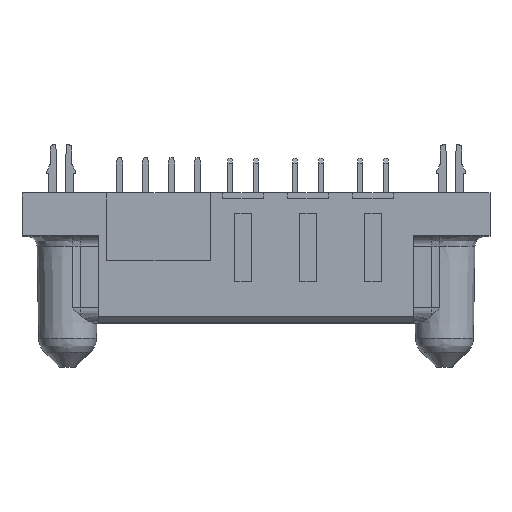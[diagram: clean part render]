
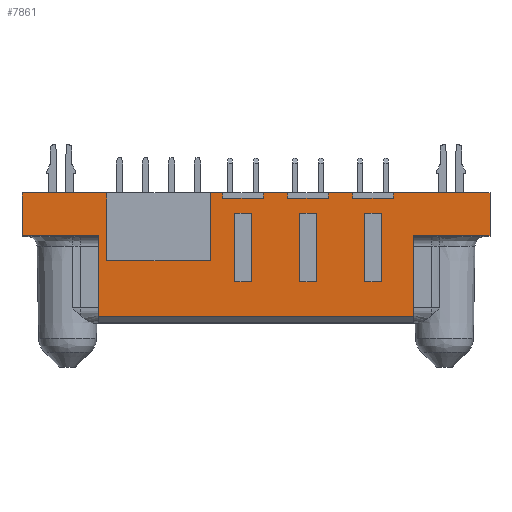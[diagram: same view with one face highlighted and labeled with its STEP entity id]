
A CAD part, top view. The second image highlights one B-rep face of the part: STEP entity #7861.
In plain terms, the highlighted planar face has unit normal (0, 0, 1).
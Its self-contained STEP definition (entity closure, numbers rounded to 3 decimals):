
#458=CARTESIAN_POINT('',(45.84,8.5,5.97));
#459=VERTEX_POINT('',#458);
#466=CARTESIAN_POINT('',(45.84,0.65,5.97));
#467=VERTEX_POINT('',#466);
#468=CARTESIAN_POINT('',(45.84,8.5,5.97));
#469=DIRECTION('',(0.,-1.,0.));
#470=VECTOR('',#469,7.85);
#471=LINE('',#468,#470);
#472=EDGE_CURVE('',#459,#467,#471,.T.);
#555=CARTESIAN_POINT('',(15.875,6.1,5.97));
#556=VERTEX_POINT('',#555);
#563=CARTESIAN_POINT('',(26.035,6.1,5.97));
#564=VERTEX_POINT('',#563);
#565=CARTESIAN_POINT('',(15.875,6.1,5.97));
#566=DIRECTION('',(1.,0.,0.));
#567=VECTOR('',#566,10.16);
#568=LINE('',#565,#567);
#569=EDGE_CURVE('',#556,#564,#568,.T.);
#1784=CARTESIAN_POINT('',(43.9,12.2,5.97));
#1785=VERTEX_POINT('',#1784);
#1786=CARTESIAN_POINT('',(43.9,12.7,5.97));
#1787=VERTEX_POINT('',#1786);
#1788=CARTESIAN_POINT('',(43.9,12.2,5.97));
#1789=DIRECTION('',(0.,1.,0.));
#1790=VECTOR('',#1789,0.5);
#1791=LINE('',#1788,#1790);
#1792=EDGE_CURVE('',#1785,#1787,#1791,.T.);
#1855=CARTESIAN_POINT('',(39.92,12.7,5.97));
#1856=VERTEX_POINT('',#1855);
#1857=CARTESIAN_POINT('',(39.92,12.2,5.97));
#1858=VERTEX_POINT('',#1857);
#1859=CARTESIAN_POINT('',(39.92,12.7,5.97));
#1860=DIRECTION('',(0.,-1.,0.));
#1861=VECTOR('',#1860,0.5);
#1862=LINE('',#1859,#1861);
#1863=EDGE_CURVE('',#1856,#1858,#1862,.T.);
#1926=CARTESIAN_POINT('',(37.55,12.2,5.97));
#1927=VERTEX_POINT('',#1926);
#1928=CARTESIAN_POINT('',(37.55,12.7,5.97));
#1929=VERTEX_POINT('',#1928);
#1930=CARTESIAN_POINT('',(37.55,12.2,5.97));
#1931=DIRECTION('',(0.,1.,0.));
#1932=VECTOR('',#1931,0.5);
#1933=LINE('',#1930,#1932);
#1934=EDGE_CURVE('',#1927,#1929,#1933,.T.);
#1997=CARTESIAN_POINT('',(33.57,12.7,5.97));
#1998=VERTEX_POINT('',#1997);
#1999=CARTESIAN_POINT('',(33.57,12.2,5.97));
#2000=VERTEX_POINT('',#1999);
#2001=CARTESIAN_POINT('',(33.57,12.7,5.97));
#2002=DIRECTION('',(0.,-1.,0.));
#2003=VECTOR('',#2002,0.5);
#2004=LINE('',#2001,#2003);
#2005=EDGE_CURVE('',#1998,#2000,#2004,.T.);
#2068=CARTESIAN_POINT('',(31.2,12.2,5.97));
#2069=VERTEX_POINT('',#2068);
#2070=CARTESIAN_POINT('',(31.2,12.7,5.97));
#2071=VERTEX_POINT('',#2070);
#2072=CARTESIAN_POINT('',(31.2,12.2,5.97));
#2073=DIRECTION('',(0.,1.,0.));
#2074=VECTOR('',#2073,0.5);
#2075=LINE('',#2072,#2074);
#2076=EDGE_CURVE('',#2069,#2071,#2075,.T.);
#2226=CARTESIAN_POINT('',(53.34,8.5,5.97));
#2227=VERTEX_POINT('',#2226);
#2234=CARTESIAN_POINT('',(53.34,8.5,5.97));
#2235=DIRECTION('',(-1.,0.,0.));
#2236=VECTOR('',#2235,7.5);
#2237=LINE('',#2234,#2236);
#2238=EDGE_CURVE('',#2227,#459,#2237,.T.);
#3092=CARTESIAN_POINT('',(53.34,12.7,5.97));
#3093=VERTEX_POINT('',#3092);
#3100=CARTESIAN_POINT('',(53.34,12.7,5.97));
#3101=DIRECTION('',(0.,-1.,0.));
#3102=VECTOR('',#3101,4.2);
#3103=LINE('',#3100,#3102);
#3104=EDGE_CURVE('',#3093,#2227,#3103,.T.);
#3146=CARTESIAN_POINT('',(27.22,12.7,5.97));
#3147=VERTEX_POINT('',#3146);
#3148=CARTESIAN_POINT('',(27.22,12.2,5.97));
#3149=VERTEX_POINT('',#3148);
#3150=CARTESIAN_POINT('',(27.22,12.7,5.97));
#3151=DIRECTION('',(0.,-1.,0.));
#3152=VECTOR('',#3151,0.5);
#3153=LINE('',#3150,#3152);
#3154=EDGE_CURVE('',#3147,#3149,#3153,.T.);
#6156=CARTESIAN_POINT('',(41.12,4.,5.97));
#6157=VERTEX_POINT('',#6156);
#6158=CARTESIAN_POINT('',(42.7,4.,5.97));
#6159=VERTEX_POINT('',#6158);
#6160=CARTESIAN_POINT('',(41.12,4.,5.97));
#6161=DIRECTION('',(1.,0.,0.));
#6162=VECTOR('',#6161,1.58);
#6163=LINE('',#6160,#6162);
#6164=EDGE_CURVE('',#6157,#6159,#6163,.T.);
#6196=CARTESIAN_POINT('',(41.12,10.7,5.97));
#6197=VERTEX_POINT('',#6196);
#6198=CARTESIAN_POINT('',(41.12,10.7,5.97));
#6199=DIRECTION('',(0.,-1.,0.));
#6200=VECTOR('',#6199,6.7);
#6201=LINE('',#6198,#6200);
#6202=EDGE_CURVE('',#6197,#6157,#6201,.T.);
#6227=CARTESIAN_POINT('',(42.7,10.7,5.97));
#6228=VERTEX_POINT('',#6227);
#6229=CARTESIAN_POINT('',(42.7,10.7,5.97));
#6230=DIRECTION('',(-1.,0.,0.));
#6231=VECTOR('',#6230,1.58);
#6232=LINE('',#6229,#6231);
#6233=EDGE_CURVE('',#6228,#6197,#6232,.T.);
#6258=CARTESIAN_POINT('',(42.7,4.,5.97));
#6259=DIRECTION('',(0.,1.,0.));
#6260=VECTOR('',#6259,6.7);
#6261=LINE('',#6258,#6260);
#6262=EDGE_CURVE('',#6159,#6228,#6261,.T.);
#6280=CARTESIAN_POINT('',(36.35,10.7,5.97));
#6281=VERTEX_POINT('',#6280);
#6282=CARTESIAN_POINT('',(34.77,10.7,5.97));
#6283=VERTEX_POINT('',#6282);
#6284=CARTESIAN_POINT('',(36.35,10.7,5.97));
#6285=DIRECTION('',(-1.,0.,0.));
#6286=VECTOR('',#6285,1.58);
#6287=LINE('',#6284,#6286);
#6288=EDGE_CURVE('',#6281,#6283,#6287,.T.);
#6320=CARTESIAN_POINT('',(36.35,4.,5.97));
#6321=VERTEX_POINT('',#6320);
#6322=CARTESIAN_POINT('',(36.35,4.,5.97));
#6323=DIRECTION('',(0.,1.,0.));
#6324=VECTOR('',#6323,6.7);
#6325=LINE('',#6322,#6324);
#6326=EDGE_CURVE('',#6321,#6281,#6325,.T.);
#6351=CARTESIAN_POINT('',(34.77,4.,5.97));
#6352=VERTEX_POINT('',#6351);
#6353=CARTESIAN_POINT('',(34.77,4.,5.97));
#6354=DIRECTION('',(1.,0.,0.));
#6355=VECTOR('',#6354,1.58);
#6356=LINE('',#6353,#6355);
#6357=EDGE_CURVE('',#6352,#6321,#6356,.T.);
#6382=CARTESIAN_POINT('',(34.77,10.7,5.97));
#6383=DIRECTION('',(0.,-1.,0.));
#6384=VECTOR('',#6383,6.7);
#6385=LINE('',#6382,#6384);
#6386=EDGE_CURVE('',#6283,#6352,#6385,.T.);
#6404=CARTESIAN_POINT('',(30.,10.7,5.97));
#6405=VERTEX_POINT('',#6404);
#6406=CARTESIAN_POINT('',(28.42,10.7,5.97));
#6407=VERTEX_POINT('',#6406);
#6408=CARTESIAN_POINT('',(30.,10.7,5.97));
#6409=DIRECTION('',(-1.,0.,0.));
#6410=VECTOR('',#6409,1.58);
#6411=LINE('',#6408,#6410);
#6412=EDGE_CURVE('',#6405,#6407,#6411,.T.);
#6444=CARTESIAN_POINT('',(30.,4.,5.97));
#6445=VERTEX_POINT('',#6444);
#6446=CARTESIAN_POINT('',(30.,4.,5.97));
#6447=DIRECTION('',(0.,1.,0.));
#6448=VECTOR('',#6447,6.7);
#6449=LINE('',#6446,#6448);
#6450=EDGE_CURVE('',#6445,#6405,#6449,.T.);
#6475=CARTESIAN_POINT('',(28.42,4.,5.97));
#6476=VERTEX_POINT('',#6475);
#6477=CARTESIAN_POINT('',(28.42,4.,5.97));
#6478=DIRECTION('',(1.,0.,0.));
#6479=VECTOR('',#6478,1.58);
#6480=LINE('',#6477,#6479);
#6481=EDGE_CURVE('',#6476,#6445,#6480,.T.);
#6506=CARTESIAN_POINT('',(28.42,10.7,5.97));
#6507=DIRECTION('',(0.,-1.,0.));
#6508=VECTOR('',#6507,6.7);
#6509=LINE('',#6506,#6508);
#6510=EDGE_CURVE('',#6407,#6476,#6509,.T.);
#7730=CARTESIAN_POINT('',(30.478,6.675,5.97));
#7731=DIRECTION('',(1.,0.,0.));
#7732=DIRECTION('',(-0.,0.,1.));
#7733=AXIS2_PLACEMENT_3D('',#7730,#7732,#7731);
#7734=PLANE('',#7733);
#7735=ORIENTED_EDGE('',*,*,#1792,.F.);
#7736=CARTESIAN_POINT('',(39.92,12.2,5.97));
#7737=DIRECTION('',(1.,0.,0.));
#7738=VECTOR('',#7737,3.98);
#7739=LINE('',#7736,#7738);
#7740=EDGE_CURVE('',#1858,#1785,#7739,.T.);
#7741=ORIENTED_EDGE('',*,*,#7740,.F.);
#7742=ORIENTED_EDGE('',*,*,#1863,.F.);
#7743=CARTESIAN_POINT('',(37.55,12.7,5.97));
#7744=DIRECTION('',(1.,0.,0.));
#7745=VECTOR('',#7744,2.37);
#7746=LINE('',#7743,#7745);
#7747=EDGE_CURVE('',#1929,#1856,#7746,.T.);
#7748=ORIENTED_EDGE('',*,*,#7747,.F.);
#7749=ORIENTED_EDGE('',*,*,#1934,.F.);
#7750=CARTESIAN_POINT('',(33.57,12.2,5.97));
#7751=DIRECTION('',(1.,0.,0.));
#7752=VECTOR('',#7751,3.98);
#7753=LINE('',#7750,#7752);
#7754=EDGE_CURVE('',#2000,#1927,#7753,.T.);
#7755=ORIENTED_EDGE('',*,*,#7754,.F.);
#7756=ORIENTED_EDGE('',*,*,#2005,.F.);
#7757=CARTESIAN_POINT('',(31.2,12.7,5.97));
#7758=DIRECTION('',(1.,0.,0.));
#7759=VECTOR('',#7758,2.37);
#7760=LINE('',#7757,#7759);
#7761=EDGE_CURVE('',#2071,#1998,#7760,.T.);
#7762=ORIENTED_EDGE('',*,*,#7761,.F.);
#7763=ORIENTED_EDGE('',*,*,#2076,.F.);
#7764=CARTESIAN_POINT('',(27.22,12.2,5.97));
#7765=DIRECTION('',(1.,0.,0.));
#7766=VECTOR('',#7765,3.98);
#7767=LINE('',#7764,#7766);
#7768=EDGE_CURVE('',#3149,#2069,#7767,.T.);
#7769=ORIENTED_EDGE('',*,*,#7768,.F.);
#7770=ORIENTED_EDGE('',*,*,#3154,.F.);
#7771=CARTESIAN_POINT('',(26.035,12.7,5.97));
#7772=VERTEX_POINT('',#7771);
#7773=CARTESIAN_POINT('',(26.035,12.7,5.97));
#7774=DIRECTION('',(1.,0.,0.));
#7775=VECTOR('',#7774,1.185);
#7776=LINE('',#7773,#7775);
#7777=EDGE_CURVE('',#7772,#3147,#7776,.T.);
#7778=ORIENTED_EDGE('',*,*,#7777,.F.);
#7779=CARTESIAN_POINT('',(26.035,6.1,5.97));
#7780=DIRECTION('',(0.,1.,0.));
#7781=VECTOR('',#7780,6.6);
#7782=LINE('',#7779,#7781);
#7783=EDGE_CURVE('',#564,#7772,#7782,.T.);
#7784=ORIENTED_EDGE('',*,*,#7783,.F.);
#7785=ORIENTED_EDGE('',*,*,#569,.F.);
#7786=CARTESIAN_POINT('',(15.875,12.7,5.97));
#7787=VERTEX_POINT('',#7786);
#7788=CARTESIAN_POINT('',(15.875,12.7,5.97));
#7789=DIRECTION('',(0.,-1.,0.));
#7790=VECTOR('',#7789,6.6);
#7791=LINE('',#7788,#7790);
#7792=EDGE_CURVE('',#7787,#556,#7791,.T.);
#7793=ORIENTED_EDGE('',*,*,#7792,.F.);
#7794=CARTESIAN_POINT('',(7.615,12.7,5.97));
#7795=VERTEX_POINT('',#7794);
#7796=CARTESIAN_POINT('',(15.875,12.7,5.97));
#7797=DIRECTION('',(-1.,0.,0.));
#7798=VECTOR('',#7797,8.26);
#7799=LINE('',#7796,#7798);
#7800=EDGE_CURVE('',#7787,#7795,#7799,.T.);
#7801=ORIENTED_EDGE('',*,*,#7800,.T.);
#7802=CARTESIAN_POINT('',(7.615,8.5,5.97));
#7803=VERTEX_POINT('',#7802);
#7804=CARTESIAN_POINT('',(7.615,12.7,5.97));
#7805=DIRECTION('',(0.,-1.,0.));
#7806=VECTOR('',#7805,4.2);
#7807=LINE('',#7804,#7806);
#7808=EDGE_CURVE('',#7795,#7803,#7807,.T.);
#7809=ORIENTED_EDGE('',*,*,#7808,.T.);
#7810=CARTESIAN_POINT('',(15.115,8.5,5.97));
#7811=VERTEX_POINT('',#7810);
#7812=CARTESIAN_POINT('',(7.615,8.5,5.97));
#7813=DIRECTION('',(1.,0.,0.));
#7814=VECTOR('',#7813,7.5);
#7815=LINE('',#7812,#7814);
#7816=EDGE_CURVE('',#7803,#7811,#7815,.T.);
#7817=ORIENTED_EDGE('',*,*,#7816,.T.);
#7818=CARTESIAN_POINT('',(15.115,0.65,5.97));
#7819=VERTEX_POINT('',#7818);
#7820=CARTESIAN_POINT('',(15.115,8.5,5.97));
#7821=DIRECTION('',(0.,-1.,0.));
#7822=VECTOR('',#7821,7.85);
#7823=LINE('',#7820,#7822);
#7824=EDGE_CURVE('',#7811,#7819,#7823,.T.);
#7825=ORIENTED_EDGE('',*,*,#7824,.T.);
#7826=CARTESIAN_POINT('',(15.115,0.65,5.97));
#7827=DIRECTION('',(1.,0.,0.));
#7828=VECTOR('',#7827,30.725);
#7829=LINE('',#7826,#7828);
#7830=EDGE_CURVE('',#7819,#467,#7829,.T.);
#7831=ORIENTED_EDGE('',*,*,#7830,.T.);
#7832=ORIENTED_EDGE('',*,*,#472,.F.);
#7833=ORIENTED_EDGE('',*,*,#2238,.F.);
#7834=ORIENTED_EDGE('',*,*,#3104,.F.);
#7835=CARTESIAN_POINT('',(53.34,12.7,5.97));
#7836=DIRECTION('',(-1.,0.,0.));
#7837=VECTOR('',#7836,9.44);
#7838=LINE('',#7835,#7837);
#7839=EDGE_CURVE('',#3093,#1787,#7838,.T.);
#7840=ORIENTED_EDGE('',*,*,#7839,.T.);
#7841=EDGE_LOOP('',(#7735,#7741,#7742,#7748,#7749,#7755,#7756,#7762,#7763,#7769,#7770,#7778,#7784,#7785,#7793,#7801,#7809,#7817,#7825,#7831,#7832,#7833,#7834,#7840));
#7842=FACE_OUTER_BOUND('',#7841,.T.);
#7843=ORIENTED_EDGE('',*,*,#6450,.F.);
#7844=ORIENTED_EDGE('',*,*,#6481,.F.);
#7845=ORIENTED_EDGE('',*,*,#6510,.F.);
#7846=ORIENTED_EDGE('',*,*,#6412,.F.);
#7847=EDGE_LOOP('',(#7843,#7844,#7845,#7846));
#7848=FACE_BOUND('',#7847,.T.);
#7849=ORIENTED_EDGE('',*,*,#6326,.F.);
#7850=ORIENTED_EDGE('',*,*,#6357,.F.);
#7851=ORIENTED_EDGE('',*,*,#6386,.F.);
#7852=ORIENTED_EDGE('',*,*,#6288,.F.);
#7853=EDGE_LOOP('',(#7849,#7850,#7851,#7852));
#7854=FACE_BOUND('',#7853,.T.);
#7855=ORIENTED_EDGE('',*,*,#6202,.F.);
#7856=ORIENTED_EDGE('',*,*,#6233,.F.);
#7857=ORIENTED_EDGE('',*,*,#6262,.F.);
#7858=ORIENTED_EDGE('',*,*,#6164,.F.);
#7859=EDGE_LOOP('',(#7855,#7856,#7857,#7858));
#7860=FACE_BOUND('',#7859,.T.);
#7861=ADVANCED_FACE('',(#7842,#7848,#7854,#7860),#7734,.T.);
